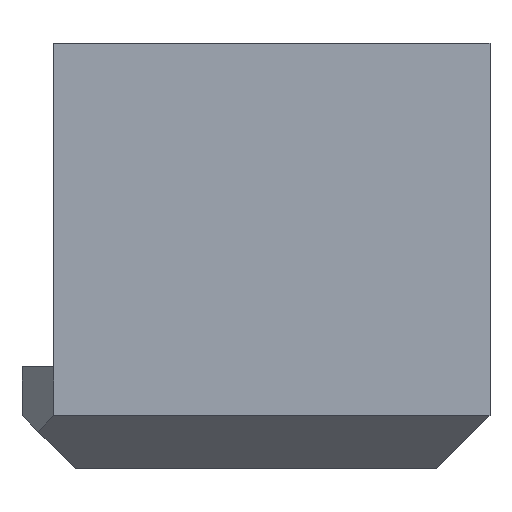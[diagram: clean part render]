
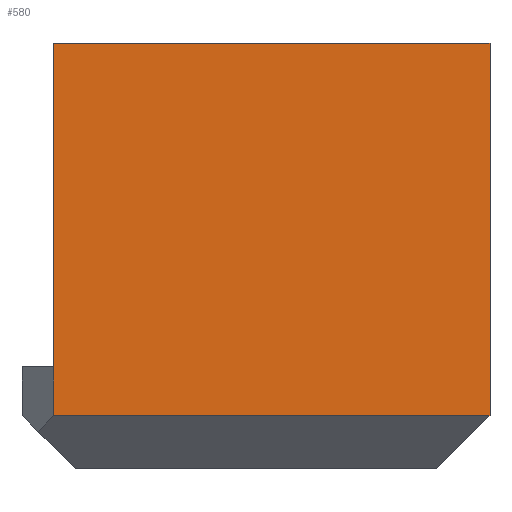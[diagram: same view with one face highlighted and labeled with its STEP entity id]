
A CAD part, front view. The second image highlights one B-rep face of the part: STEP entity #580.
In plain terms, the highlighted planar face has unit normal (0, -1, 0).
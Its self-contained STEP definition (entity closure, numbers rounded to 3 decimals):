
#51=FACE_OUTER_BOUND('',#86,.T.);
#86=EDGE_LOOP('',(#461,#462,#463,#464,#465));
#100=LINE('',#812,#171);
#118=LINE('',#848,#189);
#148=LINE('',#928,#219);
#149=LINE('',#930,#220);
#150=LINE('',#931,#221);
#171=VECTOR('',#654,10.);
#189=VECTOR('',#684,1000.);
#219=VECTOR('',#760,10.);
#220=VECTOR('',#761,1000.);
#221=VECTOR('',#762,1000.);
#242=VERTEX_POINT('',#809);
#243=VERTEX_POINT('',#811);
#255=VERTEX_POINT('',#847);
#282=VERTEX_POINT('',#927);
#283=VERTEX_POINT('',#929);
#293=EDGE_CURVE('',#242,#243,#100,.T.);
#311=EDGE_CURVE('',#255,#243,#118,.T.);
#350=EDGE_CURVE('',#282,#242,#148,.T.);
#351=EDGE_CURVE('',#283,#282,#149,.T.);
#352=EDGE_CURVE('',#255,#283,#150,.T.);
#461=ORIENTED_EDGE('',*,*,#293,.F.);
#462=ORIENTED_EDGE('',*,*,#350,.F.);
#463=ORIENTED_EDGE('',*,*,#351,.F.);
#464=ORIENTED_EDGE('',*,*,#352,.F.);
#465=ORIENTED_EDGE('',*,*,#311,.T.);
#547=PLANE('',#636);
#580=ADVANCED_FACE('',(#51),#547,.F.);
#636=AXIS2_PLACEMENT_3D('',#926,#758,#759);
#654=DIRECTION('',(0.,0.,1.));
#684=DIRECTION('',(0.,0.,-1.));
#758=DIRECTION('center_axis',(0.,1.,0.));
#759=DIRECTION('ref_axis',(-1.,0.,0.));
#760=DIRECTION('',(-1.,0.,0.));
#761=DIRECTION('',(0.,0.,-1.));
#762=DIRECTION('',(1.,0.,0.));
#809=CARTESIAN_POINT('',(-2.4,8.475,-18.275));
#811=CARTESIAN_POINT('',(-2.4,8.475,-14.607));
#812=CARTESIAN_POINT('',(-2.4,8.475,-10.275));
#847=CARTESIAN_POINT('',(-2.4,8.475,9.725));
#848=CARTESIAN_POINT('',(-2.4,8.475,-14.275));
#926=CARTESIAN_POINT('Origin',(-1.,8.475,-14.275));
#927=CARTESIAN_POINT('',(30.4,8.475,-18.275));
#928=CARTESIAN_POINT('',(-2.4,8.475,-18.275));
#929=CARTESIAN_POINT('',(30.4,8.475,9.725));
#930=CARTESIAN_POINT('',(30.4,8.475,-14.275));
#931=CARTESIAN_POINT('',(2.8,8.475,9.725));
